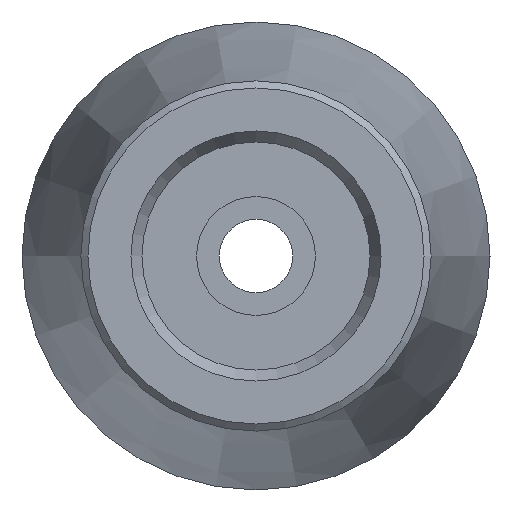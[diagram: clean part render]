
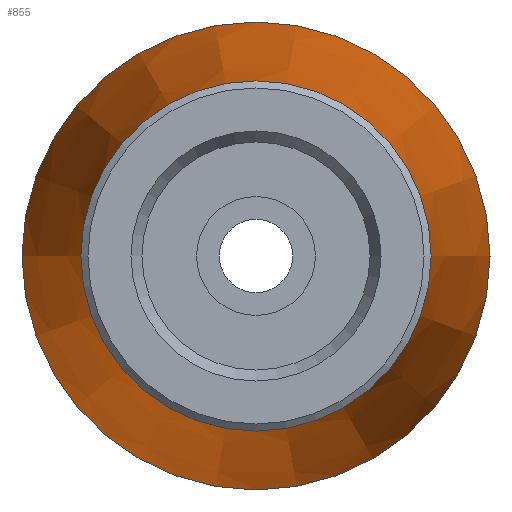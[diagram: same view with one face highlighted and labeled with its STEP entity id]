
A CAD part, left-side view. The second image highlights one B-rep face of the part: STEP entity #855.
In plain terms, the highlighted conical face has half-angle 8 degrees and reference radius 14.167 mm.
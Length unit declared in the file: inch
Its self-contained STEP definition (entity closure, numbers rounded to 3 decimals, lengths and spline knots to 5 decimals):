
#125=FACE_OUTER_BOUND('',#195,.T.);
#195=EDGE_LOOP('',(#700,#701,#702,#703));
#257=LINE('',#1489,#303);
#303=VECTOR('',#1210,0.55775);
#356=CIRCLE('',#976,0.638);
#357=CIRCLE('',#978,0.4775);
#430=VERTEX_POINT('',#1484);
#431=VERTEX_POINT('',#1488);
#524=EDGE_CURVE('',#430,#430,#356,.T.);
#526=EDGE_CURVE('',#430,#431,#257,.T.);
#527=EDGE_CURVE('',#431,#431,#357,.T.);
#700=ORIENTED_EDGE('',*,*,#524,.F.);
#701=ORIENTED_EDGE('',*,*,#526,.T.);
#702=ORIENTED_EDGE('',*,*,#527,.T.);
#703=ORIENTED_EDGE('',*,*,#526,.F.);
#811=CONICAL_SURFACE('',#977,0.55775,0.14);
#855=ADVANCED_FACE('',(#125),#811,.T.);
#976=AXIS2_PLACEMENT_3D('',#1485,#1205,#1206);
#977=AXIS2_PLACEMENT_3D('',#1487,#1208,#1209);
#978=AXIS2_PLACEMENT_3D('',#1490,#1211,#1212);
#1205=DIRECTION('center_axis',(1.,0.,0.));
#1206=DIRECTION('ref_axis',(0.,0.,-1.));
#1208=DIRECTION('center_axis',(1.,0.,0.));
#1209=DIRECTION('ref_axis',(0.,1.,0.));
#1210=DIRECTION('',(-0.99,0.139,0.));
#1211=DIRECTION('center_axis',(1.,0.,0.));
#1212=DIRECTION('ref_axis',(0.,0.,-1.));
#1484=CARTESIAN_POINT('',(1.15885,-0.638,0.));
#1485=CARTESIAN_POINT('Origin',(1.15885,0.,0.));
#1487=CARTESIAN_POINT('Origin',(0.58784,0.,0.));
#1488=CARTESIAN_POINT('',(0.01683,-0.4775,0.));
#1489=CARTESIAN_POINT('',(0.58784,-0.55775,0.));
#1490=CARTESIAN_POINT('Origin',(0.01683,0.,0.));
